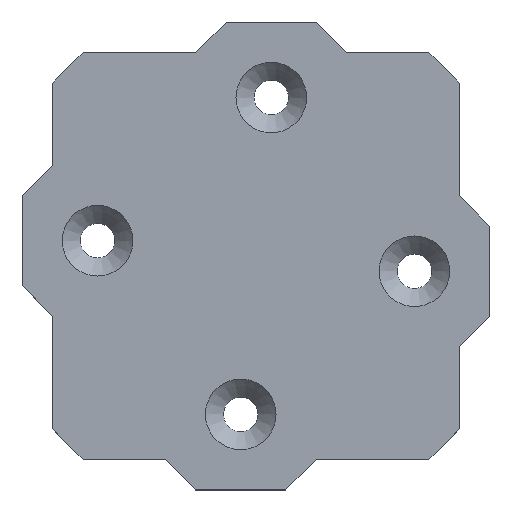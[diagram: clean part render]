
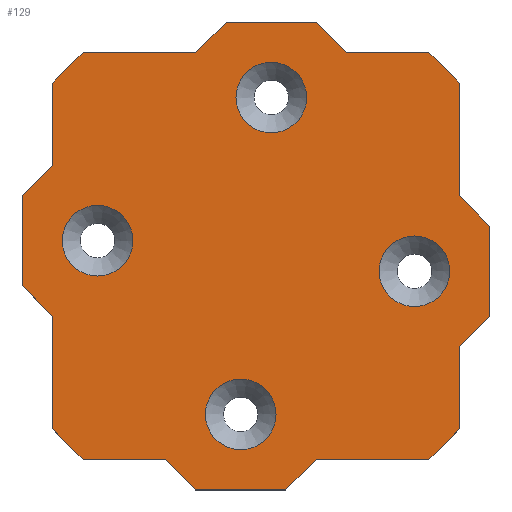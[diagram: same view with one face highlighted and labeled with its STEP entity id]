
A CAD part, top view. The second image highlights one B-rep face of the part: STEP entity #129.
In plain terms, the highlighted planar face has unit normal (0, 0, 1).
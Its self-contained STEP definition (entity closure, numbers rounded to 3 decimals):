
#59=FACE_BOUND('',#221,.T.);
#60=FACE_BOUND('',#222,.T.);
#61=FACE_BOUND('',#223,.T.);
#62=FACE_BOUND('',#224,.T.);
#63=FACE_BOUND('',#225,.T.);
#92=CIRCLE('',#752,3.47);
#93=CIRCLE('',#753,3.47);
#94=CIRCLE('',#754,3.47);
#95=CIRCLE('',#755,3.47);
#129=ADVANCED_FACE('',(#59,#60,#61,#62,#63),#167,.T.);
#167=PLANE('',#756);
#221=EDGE_LOOP('',(#374));
#222=EDGE_LOOP('',(#375));
#223=EDGE_LOOP('',(#376));
#224=EDGE_LOOP('',(#377));
#225=EDGE_LOOP('',(#378,#379,#380,#381,#382,#383,#384,#385,#386,#387,#388,
#389,#390,#391,#392,#393,#394,#395,#396,#397,#398,#399,#400,#401));
#374=ORIENTED_EDGE('',*,*,#566,.T.);
#375=ORIENTED_EDGE('',*,*,#567,.T.);
#376=ORIENTED_EDGE('',*,*,#568,.T.);
#377=ORIENTED_EDGE('',*,*,#569,.T.);
#378=ORIENTED_EDGE('',*,*,#490,.T.);
#379=ORIENTED_EDGE('',*,*,#494,.T.);
#380=ORIENTED_EDGE('',*,*,#497,.T.);
#381=ORIENTED_EDGE('',*,*,#500,.T.);
#382=ORIENTED_EDGE('',*,*,#503,.T.);
#383=ORIENTED_EDGE('',*,*,#506,.T.);
#384=ORIENTED_EDGE('',*,*,#509,.T.);
#385=ORIENTED_EDGE('',*,*,#512,.T.);
#386=ORIENTED_EDGE('',*,*,#515,.T.);
#387=ORIENTED_EDGE('',*,*,#518,.T.);
#388=ORIENTED_EDGE('',*,*,#521,.T.);
#389=ORIENTED_EDGE('',*,*,#524,.T.);
#390=ORIENTED_EDGE('',*,*,#527,.T.);
#391=ORIENTED_EDGE('',*,*,#530,.T.);
#392=ORIENTED_EDGE('',*,*,#533,.T.);
#393=ORIENTED_EDGE('',*,*,#536,.T.);
#394=ORIENTED_EDGE('',*,*,#539,.T.);
#395=ORIENTED_EDGE('',*,*,#542,.T.);
#396=ORIENTED_EDGE('',*,*,#545,.T.);
#397=ORIENTED_EDGE('',*,*,#548,.T.);
#398=ORIENTED_EDGE('',*,*,#551,.T.);
#399=ORIENTED_EDGE('',*,*,#554,.T.);
#400=ORIENTED_EDGE('',*,*,#557,.T.);
#401=ORIENTED_EDGE('',*,*,#560,.T.);
#426=VERTEX_POINT('',#961);
#427=VERTEX_POINT('',#962);
#430=VERTEX_POINT('',#970);
#432=VERTEX_POINT('',#976);
#434=VERTEX_POINT('',#982);
#436=VERTEX_POINT('',#988);
#438=VERTEX_POINT('',#994);
#440=VERTEX_POINT('',#1000);
#442=VERTEX_POINT('',#1006);
#444=VERTEX_POINT('',#1012);
#446=VERTEX_POINT('',#1018);
#448=VERTEX_POINT('',#1024);
#450=VERTEX_POINT('',#1030);
#452=VERTEX_POINT('',#1036);
#454=VERTEX_POINT('',#1042);
#456=VERTEX_POINT('',#1048);
#458=VERTEX_POINT('',#1054);
#460=VERTEX_POINT('',#1060);
#462=VERTEX_POINT('',#1066);
#464=VERTEX_POINT('',#1072);
#466=VERTEX_POINT('',#1078);
#468=VERTEX_POINT('',#1084);
#470=VERTEX_POINT('',#1090);
#472=VERTEX_POINT('',#1096);
#478=VERTEX_POINT('',#1114);
#479=VERTEX_POINT('',#1116);
#480=VERTEX_POINT('',#1118);
#481=VERTEX_POINT('',#1120);
#490=EDGE_CURVE('',#426,#427,#578,.T.);
#494=EDGE_CURVE('',#427,#430,#582,.T.);
#497=EDGE_CURVE('',#430,#432,#585,.T.);
#500=EDGE_CURVE('',#432,#434,#588,.T.);
#503=EDGE_CURVE('',#434,#436,#591,.T.);
#506=EDGE_CURVE('',#436,#438,#594,.T.);
#509=EDGE_CURVE('',#438,#440,#597,.T.);
#512=EDGE_CURVE('',#440,#442,#600,.T.);
#515=EDGE_CURVE('',#442,#444,#603,.T.);
#518=EDGE_CURVE('',#444,#446,#606,.T.);
#521=EDGE_CURVE('',#446,#448,#609,.T.);
#524=EDGE_CURVE('',#448,#450,#612,.T.);
#527=EDGE_CURVE('',#450,#452,#615,.T.);
#530=EDGE_CURVE('',#452,#454,#618,.T.);
#533=EDGE_CURVE('',#454,#456,#621,.T.);
#536=EDGE_CURVE('',#456,#458,#624,.T.);
#539=EDGE_CURVE('',#458,#460,#627,.T.);
#542=EDGE_CURVE('',#460,#462,#630,.T.);
#545=EDGE_CURVE('',#462,#464,#633,.T.);
#548=EDGE_CURVE('',#464,#466,#636,.T.);
#551=EDGE_CURVE('',#466,#468,#639,.T.);
#554=EDGE_CURVE('',#468,#470,#642,.T.);
#557=EDGE_CURVE('',#470,#472,#645,.T.);
#560=EDGE_CURVE('',#472,#426,#648,.T.);
#566=EDGE_CURVE('',#478,#478,#92,.T.);
#567=EDGE_CURVE('',#479,#479,#93,.T.);
#568=EDGE_CURVE('',#480,#480,#94,.T.);
#569=EDGE_CURVE('',#481,#481,#95,.T.);
#578=LINE('',#960,#650);
#582=LINE('',#969,#654);
#585=LINE('',#975,#657);
#588=LINE('',#981,#660);
#591=LINE('',#987,#663);
#594=LINE('',#993,#666);
#597=LINE('',#999,#669);
#600=LINE('',#1005,#672);
#603=LINE('',#1011,#675);
#606=LINE('',#1017,#678);
#609=LINE('',#1023,#681);
#612=LINE('',#1029,#684);
#615=LINE('',#1035,#687);
#618=LINE('',#1041,#690);
#621=LINE('',#1047,#693);
#624=LINE('',#1053,#696);
#627=LINE('',#1059,#699);
#630=LINE('',#1065,#702);
#633=LINE('',#1071,#705);
#636=LINE('',#1077,#708);
#639=LINE('',#1083,#711);
#642=LINE('',#1089,#714);
#645=LINE('',#1095,#717);
#648=LINE('',#1101,#720);
#650=VECTOR('',#779,1.);
#654=VECTOR('',#785,1.);
#657=VECTOR('',#790,1.);
#660=VECTOR('',#795,1.);
#663=VECTOR('',#800,1.);
#666=VECTOR('',#805,1.);
#669=VECTOR('',#810,1.);
#672=VECTOR('',#815,1.);
#675=VECTOR('',#820,1.);
#678=VECTOR('',#825,1.);
#681=VECTOR('',#830,1.);
#684=VECTOR('',#835,1.);
#687=VECTOR('',#840,1.);
#690=VECTOR('',#845,1.);
#693=VECTOR('',#850,1.);
#696=VECTOR('',#855,1.);
#699=VECTOR('',#860,1.);
#702=VECTOR('',#865,1.);
#705=VECTOR('',#870,1.);
#708=VECTOR('',#875,1.);
#711=VECTOR('',#880,1.);
#714=VECTOR('',#885,1.);
#717=VECTOR('',#890,1.);
#720=VECTOR('',#895,1.);
#752=AXIS2_PLACEMENT_3D('',#1113,#909,#910);
#753=AXIS2_PLACEMENT_3D('',#1115,#911,#912);
#754=AXIS2_PLACEMENT_3D('',#1117,#913,#914);
#755=AXIS2_PLACEMENT_3D('',#1119,#915,#916);
#756=AXIS2_PLACEMENT_3D('',#1121,#917,#918);
#779=DIRECTION('',(1.,0.,0.));
#785=DIRECTION('',(0.707,0.707,0.));
#790=DIRECTION('',(1.,0.,0.));
#795=DIRECTION('',(0.707,0.707,0.));
#800=DIRECTION('',(0.,1.,0.));
#805=DIRECTION('',(0.707,0.707,0.));
#810=DIRECTION('',(0.,1.,0.));
#815=DIRECTION('',(-0.707,0.707,0.));
#820=DIRECTION('',(0.,1.,0.));
#825=DIRECTION('',(-0.707,0.707,0.));
#830=DIRECTION('',(-1.,0.,0.));
#835=DIRECTION('',(-0.707,0.707,0.));
#840=DIRECTION('',(-1.,0.,0.));
#845=DIRECTION('',(-0.707,-0.707,0.));
#850=DIRECTION('',(-1.,0.,0.));
#855=DIRECTION('',(-0.707,-0.707,0.));
#860=DIRECTION('',(0.,-1.,0.));
#865=DIRECTION('',(-0.707,-0.707,0.));
#870=DIRECTION('',(0.,-1.,0.));
#875=DIRECTION('',(0.707,-0.707,0.));
#880=DIRECTION('',(0.,-1.,0.));
#885=DIRECTION('',(0.707,-0.707,0.));
#890=DIRECTION('',(1.,0.,0.));
#895=DIRECTION('',(0.707,-0.707,0.));
#909=DIRECTION('',(0.,0.,-1.));
#910=DIRECTION('',(-1.,0.,0.));
#911=DIRECTION('',(0.,0.,-1.));
#912=DIRECTION('',(-1.,0.,0.));
#913=DIRECTION('',(0.,0.,-1.));
#914=DIRECTION('',(-1.,0.,0.));
#915=DIRECTION('',(0.,0.,-1.));
#916=DIRECTION('',(-1.,0.,0.));
#917=DIRECTION('',(0.,0.,1.));
#918=DIRECTION('',(1.,0.,0.));
#960=CARTESIAN_POINT('',(39.071,-23.,-12.));
#961=CARTESIAN_POINT('',(39.071,-23.,-12.));
#962=CARTESIAN_POINT('',(47.929,-23.,-12.));
#969=CARTESIAN_POINT('',(47.929,-23.,-12.));
#970=CARTESIAN_POINT('',(50.929,-20.,-12.));
#975=CARTESIAN_POINT('',(50.929,-20.,-12.));
#976=CARTESIAN_POINT('',(62.,-20.,-12.));
#981=CARTESIAN_POINT('',(62.,-20.,-12.));
#982=CARTESIAN_POINT('',(65.,-17.,-12.));
#987=CARTESIAN_POINT('',(65.,-17.,-12.));
#988=CARTESIAN_POINT('',(65.,-8.929,-12.));
#993=CARTESIAN_POINT('',(65.,-8.929,-12.));
#994=CARTESIAN_POINT('',(68.,-5.929,-12.));
#999=CARTESIAN_POINT('',(68.,-5.929,-12.));
#1000=CARTESIAN_POINT('',(68.,2.929,-12.));
#1005=CARTESIAN_POINT('',(68.,2.929,-12.));
#1006=CARTESIAN_POINT('',(65.,5.929,-12.));
#1011=CARTESIAN_POINT('',(65.,5.929,-12.));
#1012=CARTESIAN_POINT('',(65.,17.,-12.));
#1017=CARTESIAN_POINT('',(65.,17.,-12.));
#1018=CARTESIAN_POINT('',(62.,20.,-12.));
#1023=CARTESIAN_POINT('',(62.,20.,-12.));
#1024=CARTESIAN_POINT('',(53.929,20.,-12.));
#1029=CARTESIAN_POINT('',(53.929,20.,-12.));
#1030=CARTESIAN_POINT('',(50.929,23.,-12.));
#1035=CARTESIAN_POINT('',(50.929,23.,-12.));
#1036=CARTESIAN_POINT('',(42.071,23.,-12.));
#1041=CARTESIAN_POINT('',(42.071,23.,-12.));
#1042=CARTESIAN_POINT('',(39.071,20.,-12.));
#1047=CARTESIAN_POINT('',(39.071,20.,-12.));
#1048=CARTESIAN_POINT('',(28.,20.,-12.));
#1053=CARTESIAN_POINT('',(28.,20.,-12.));
#1054=CARTESIAN_POINT('',(25.,17.,-12.));
#1059=CARTESIAN_POINT('',(25.,17.,-12.));
#1060=CARTESIAN_POINT('',(25.,8.929,-12.));
#1065=CARTESIAN_POINT('',(25.,8.929,-12.));
#1066=CARTESIAN_POINT('',(22.,5.929,-12.));
#1071=CARTESIAN_POINT('',(22.,5.929,-12.));
#1072=CARTESIAN_POINT('',(22.,-2.929,-12.));
#1077=CARTESIAN_POINT('',(22.,-2.929,-12.));
#1078=CARTESIAN_POINT('',(25.,-5.929,-12.));
#1083=CARTESIAN_POINT('',(25.,-5.929,-12.));
#1084=CARTESIAN_POINT('',(25.,-17.,-12.));
#1089=CARTESIAN_POINT('',(25.,-17.,-12.));
#1090=CARTESIAN_POINT('',(28.,-20.,-12.));
#1095=CARTESIAN_POINT('',(28.,-20.,-12.));
#1096=CARTESIAN_POINT('',(36.071,-20.,-12.));
#1101=CARTESIAN_POINT('',(36.071,-20.,-12.));
#1113=CARTESIAN_POINT('',(43.5,-15.575,-12.));
#1114=CARTESIAN_POINT('',(40.03,-15.575,-12.));
#1115=CARTESIAN_POINT('',(29.425,1.5,-12.));
#1116=CARTESIAN_POINT('',(25.955,1.5,-12.));
#1117=CARTESIAN_POINT('',(46.5,15.575,-12.));
#1118=CARTESIAN_POINT('',(43.03,15.575,-12.));
#1119=CARTESIAN_POINT('',(60.575,-1.5,-12.));
#1120=CARTESIAN_POINT('',(57.105,-1.5,-12.));
#1121=CARTESIAN_POINT('',(0.,0.,-12.));
